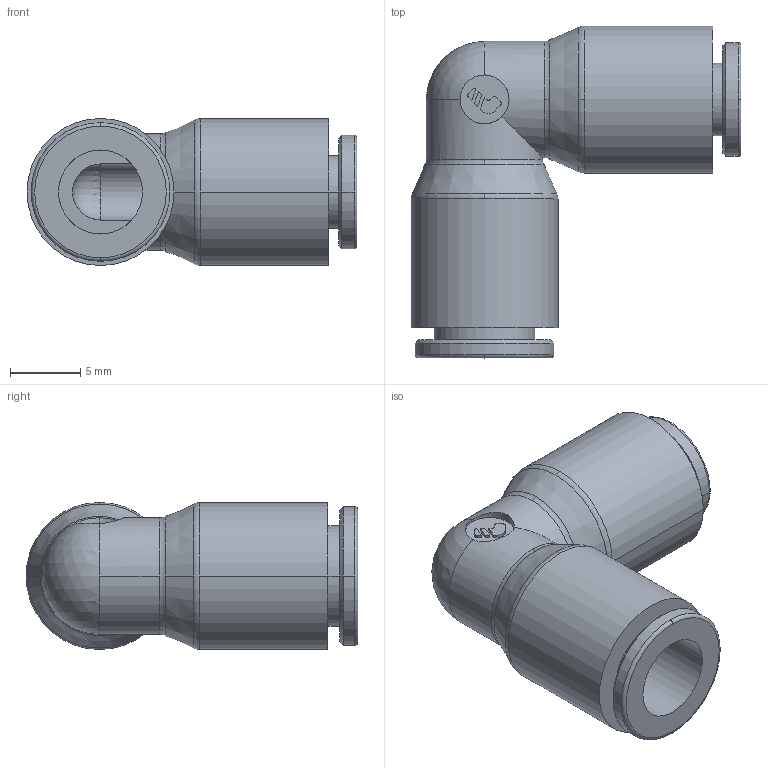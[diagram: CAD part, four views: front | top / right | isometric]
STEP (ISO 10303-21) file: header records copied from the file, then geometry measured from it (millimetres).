
FILE_DESCRIPTION(('STEP AP214'),'1');
FILE_NAME('3102_04_06.stp','2016-07-07T14:57:35',('TraceParts'),('TraceParts S.A.'),'Spatial InterOp 3D',' ',' ');
FILE_SCHEMA(('automotive_design'));
Length unit declared in the file: millimetre
Products named in the file (1): 1
Bounding box: 23.57 x 23.7 x 10.5 mm (x, y, z)
Volume: 1897.8 mm3; surface area: 1936.1 mm2
Topology: 1 solids, 1 shells, 74 faces, 193 edges, 125 vertices
Faces by surface type: cylinder 28, plane 24, torus 12, cone 8, sphere 2
Entity records: 2536 total; most frequent: CARTESIAN_POINT 618, DIRECTION 441, ORIENTED_EDGE 380, EDGE_CURVE 190, AXIS2_PLACEMENT_3D 182, VERTEX_POINT 125, CIRCLE 105, EDGE_LOOP 83
